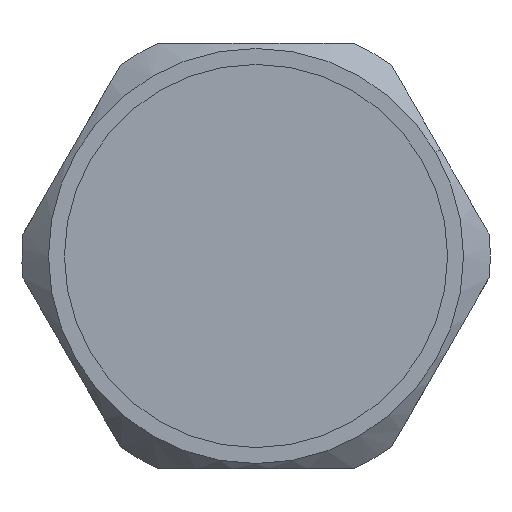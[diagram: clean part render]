
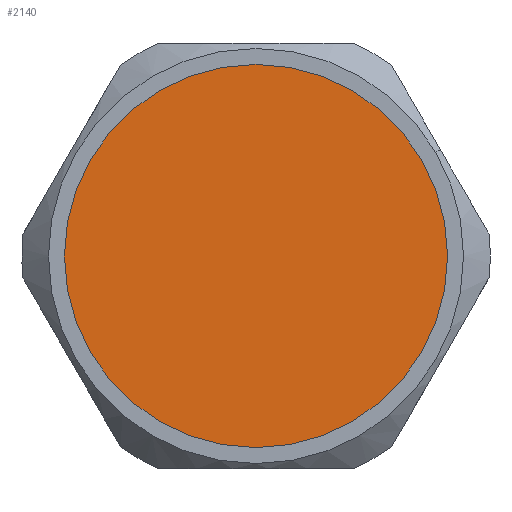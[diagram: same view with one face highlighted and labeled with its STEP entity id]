
A CAD part, left-side view. The second image highlights one B-rep face of the part: STEP entity #2140.
In plain terms, the highlighted planar face has unit normal (-1, 0, 0).
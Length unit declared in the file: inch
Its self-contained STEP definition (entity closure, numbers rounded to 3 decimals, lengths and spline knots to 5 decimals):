
#64 = ORIENTED_EDGE ( 'NONE', *, *, #3245, .T. ) ;
#748 = EDGE_LOOP ( 'NONE', ( #64, #5320 ) ) ;
#1123 = CIRCLE ( 'NONE', #4642, 0.14173 ) ;
#1354 = CARTESIAN_POINT ( 'NONE',  ( -0.01752, 0.15826, 0.22087 ) ) ;
#1787 = EDGE_CURVE ( 'NONE', #6716, #6322, #2443, .T. ) ;
#2140 = ADVANCED_FACE ( 'NONE', ( #3157 ), #5387, .F. ) ;
#2319 = AXIS2_PLACEMENT_3D ( 'NONE', #5720, #4992, #3314 ) ;
#2443 = CIRCLE ( 'NONE', #2319, 0.14173 ) ;
#3157 = FACE_OUTER_BOUND ( 'NONE', #748, .T. ) ;
#3245 = EDGE_CURVE ( 'NONE', #6322, #6716, #1123, .T. ) ;
#3314 = DIRECTION ( 'NONE',  ( 0., 0., -1. ) ) ;
#3765 = DIRECTION ( 'NONE',  ( -1., 0., 0. ) ) ;
#3984 = CARTESIAN_POINT ( 'NONE',  ( -0.01752, 0.28101, 0.15 ) ) ;
#4642 = AXIS2_PLACEMENT_3D ( 'NONE', #1354, #3765, #6178 ) ;
#4790 = CARTESIAN_POINT ( 'NONE',  ( -0.01752, 0.15826, 0.22087 ) ) ;
#4992 = DIRECTION ( 'NONE',  ( -1., 0., 0. ) ) ;
#5320 = ORIENTED_EDGE ( 'NONE', *, *, #1787, .T. ) ;
#5387 = PLANE ( 'NONE',  #6732 ) ;
#5720 = CARTESIAN_POINT ( 'NONE',  ( -0.01752, 0.15826, 0.22087 ) ) ;
#6178 = DIRECTION ( 'NONE',  ( 0., 0., -1. ) ) ;
#6322 = VERTEX_POINT ( 'NONE', #3984 ) ;
#6491 = CARTESIAN_POINT ( 'NONE',  ( -0.01752, 0.03552, 0.29174 ) ) ;
#6649 = DIRECTION ( 'NONE',  ( 1., 0., 0. ) ) ;
#6716 = VERTEX_POINT ( 'NONE', #6491 ) ;
#6732 = AXIS2_PLACEMENT_3D ( 'NONE', #4790, #6649, #7788 ) ;
#7788 = DIRECTION ( 'NONE',  ( 0., 0.5, 0.866 ) ) ;
